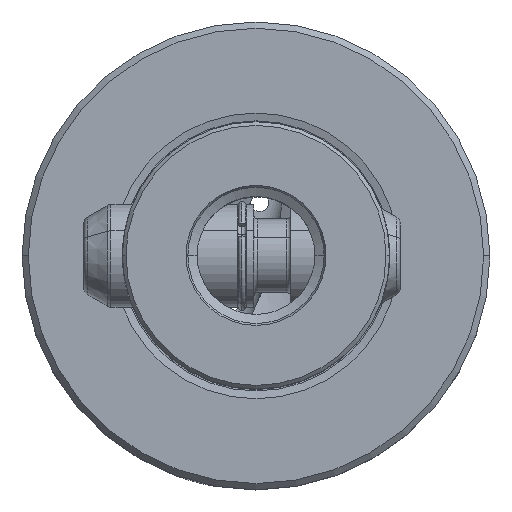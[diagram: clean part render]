
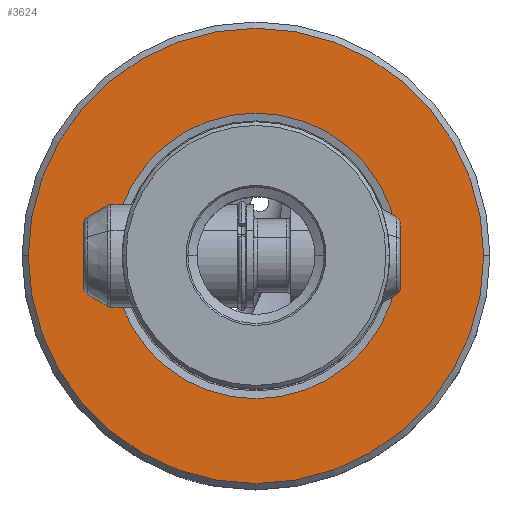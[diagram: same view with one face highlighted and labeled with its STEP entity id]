
A CAD part, top view. The second image highlights one B-rep face of the part: STEP entity #3624.
In plain terms, the highlighted planar face has unit normal (0, 0, 1).
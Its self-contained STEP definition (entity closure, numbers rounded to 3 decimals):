
#2566=EDGE_CURVE('NONE',#2950,#4592,#7437,.T.);
#2690=EDGE_CURVE('NONE',#6316,#3798,#7575,.F.);
#2950=VERTEX_POINT('NONE',#7869);
#2980=EDGE_CURVE('NONE',#3798,#6316,#7906,.T.);
#3624=ADVANCED_FACE('NONE',(#8618,#8619),#8620,.F.);
#3798=VERTEX_POINT('NONE',#8815);
#4292=EDGE_CURVE('NONE',#4592,#2950,#9346,.T.);
#4592=VERTEX_POINT('NONE',#9681);
#6316=VERTEX_POINT('NONE',#11585);
#7437=CIRCLE('',#12843,30.9);
#7575=CIRCLE('',#13130,19.385);
#7869=CARTESIAN_POINT('',(30.9,0.,0.1));
#7906=CIRCLE('',#13896,19.385);
#8618=FACE_OUTER_BOUND('',#15414,.T.);
#8619=FACE_BOUND('',#15415,.T.);
#8620=PLANE('',#15416);
#8815=CARTESIAN_POINT('',(-19.385,0.,0.1));
#9346=CIRCLE('',#16705,30.9);
#9681=CARTESIAN_POINT('',(-30.9,0.,0.1));
#11585=CARTESIAN_POINT('',(19.385,0.,0.1));
#12843=AXIS2_PLACEMENT_3D('',#23506,#23507,#23508);
#13130=AXIS2_PLACEMENT_3D('',#23674,#23675,#23676);
#13896=AXIS2_PLACEMENT_3D('',#24106,#24107,#24108);
#15414=EDGE_LOOP('',(#24979,#24980));
#15415=EDGE_LOOP('',(#24981,#24982));
#15416=AXIS2_PLACEMENT_3D('',#24983,#24984,#24985);
#16705=AXIS2_PLACEMENT_3D('',#25744,#25745,#25746);
#23506=CARTESIAN_POINT('',(0.0,0.0,0.1));
#23507=DIRECTION('',(0.0,0.0,1.0));
#23508=DIRECTION('',(-1.0,0.,0.0));
#23674=CARTESIAN_POINT('',(0.0,0.0,0.1));
#23675=DIRECTION('',(0.0,0.0,-1.0));
#23676=DIRECTION('',(1.0,0.,0.0));
#24106=CARTESIAN_POINT('',(0.0,0.0,0.1));
#24107=DIRECTION('',(-0.0,0.0,1.0));
#24108=DIRECTION('',(1.0,0.,0.0));
#24979=ORIENTED_EDGE('',*,*,#4292,.T.);
#24980=ORIENTED_EDGE('',*,*,#2566,.T.);
#24981=ORIENTED_EDGE('',*,*,#2690,.F.);
#24982=ORIENTED_EDGE('',*,*,#2980,.F.);
#24983=CARTESIAN_POINT('',(0.,31.75,0.1));
#24984=DIRECTION('',(0.0,0.0,-1.0));
#24985=DIRECTION('',(-1.0,0.0,0.0));
#25744=CARTESIAN_POINT('',(0.0,0.0,0.1));
#25745=DIRECTION('',(0.0,0.0,1.0));
#25746=DIRECTION('',(-1.0,0.,0.0));
